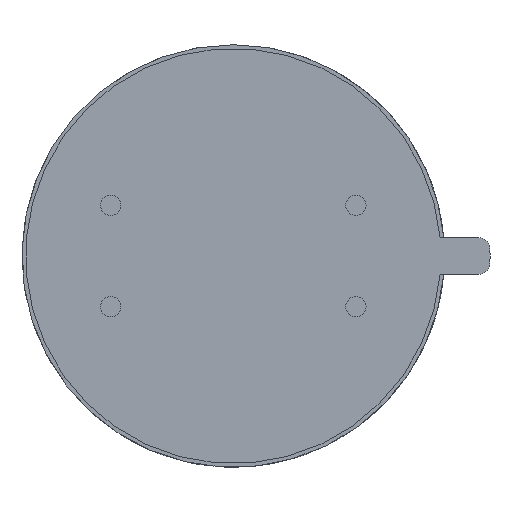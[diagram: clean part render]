
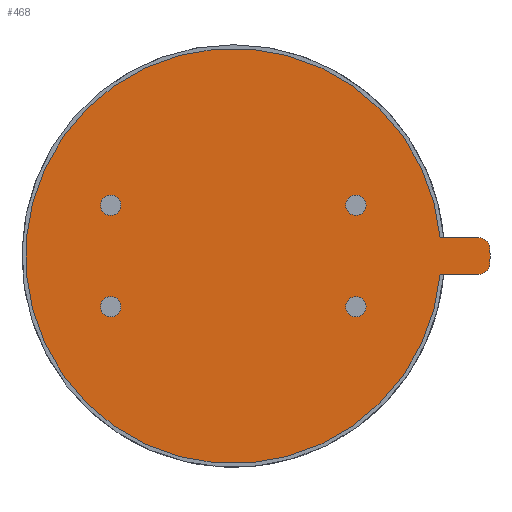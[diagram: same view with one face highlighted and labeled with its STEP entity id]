
A CAD part, front view. The second image highlights one B-rep face of the part: STEP entity #468.
In plain terms, the highlighted planar face has unit normal (0, -1, 0).
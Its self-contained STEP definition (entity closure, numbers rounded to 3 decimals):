
#17=FACE_BOUND('',#95,.T.);
#18=FACE_BOUND('',#96,.T.);
#19=FACE_BOUND('',#97,.T.);
#20=FACE_BOUND('',#98,.T.);
#26=PLANE('',#549);
#65=FACE_OUTER_BOUND('',#94,.T.);
#94=EDGE_LOOP('',(#389,#390,#391,#392,#393,#394));
#95=EDGE_LOOP('',(#395,#396));
#96=EDGE_LOOP('',(#397,#398));
#97=EDGE_LOOP('',(#399,#400));
#98=EDGE_LOOP('',(#401,#402));
#124=LINE('',#836,#146);
#126=LINE('',#839,#148);
#146=VECTOR('',#695,1000.);
#148=VECTOR('',#699,1000.);
#162=CIRCLE('',#511,0.225);
#165=CIRCLE('',#514,0.225);
#166=CIRCLE('',#516,0.225);
#169=CIRCLE('',#519,0.225);
#170=CIRCLE('',#521,0.225);
#173=CIRCLE('',#524,0.225);
#174=CIRCLE('',#526,0.225);
#177=CIRCLE('',#529,0.225);
#178=CIRCLE('',#531,4.57);
#184=CIRCLE('',#540,0.25);
#186=CIRCLE('',#543,5.65);
#188=CIRCLE('',#546,0.25);
#201=VERTEX_POINT('',#754);
#202=VERTEX_POINT('',#755);
#205=VERTEX_POINT('',#764);
#206=VERTEX_POINT('',#765);
#209=VERTEX_POINT('',#774);
#210=VERTEX_POINT('',#775);
#213=VERTEX_POINT('',#784);
#214=VERTEX_POINT('',#785);
#217=VERTEX_POINT('',#794);
#218=VERTEX_POINT('',#795);
#226=VERTEX_POINT('',#817);
#227=VERTEX_POINT('',#819);
#229=VERTEX_POINT('',#825);
#231=VERTEX_POINT('',#831);
#250=EDGE_CURVE('',#201,#202,#162,.T.);
#254=EDGE_CURVE('',#202,#201,#165,.T.);
#255=EDGE_CURVE('',#205,#206,#166,.T.);
#259=EDGE_CURVE('',#206,#205,#169,.T.);
#260=EDGE_CURVE('',#209,#210,#170,.T.);
#264=EDGE_CURVE('',#210,#209,#173,.T.);
#265=EDGE_CURVE('',#213,#214,#174,.T.);
#269=EDGE_CURVE('',#214,#213,#177,.T.);
#270=EDGE_CURVE('',#217,#218,#178,.T.);
#282=EDGE_CURVE('',#227,#226,#184,.T.);
#286=EDGE_CURVE('',#226,#229,#186,.T.);
#289=EDGE_CURVE('',#229,#231,#188,.T.);
#291=EDGE_CURVE('',#231,#217,#124,.T.);
#293=EDGE_CURVE('',#218,#227,#126,.T.);
#389=ORIENTED_EDGE('',*,*,#282,.T.);
#390=ORIENTED_EDGE('',*,*,#286,.T.);
#391=ORIENTED_EDGE('',*,*,#289,.T.);
#392=ORIENTED_EDGE('',*,*,#291,.T.);
#393=ORIENTED_EDGE('',*,*,#270,.T.);
#394=ORIENTED_EDGE('',*,*,#293,.T.);
#395=ORIENTED_EDGE('',*,*,#250,.F.);
#396=ORIENTED_EDGE('',*,*,#254,.F.);
#397=ORIENTED_EDGE('',*,*,#255,.F.);
#398=ORIENTED_EDGE('',*,*,#259,.F.);
#399=ORIENTED_EDGE('',*,*,#260,.F.);
#400=ORIENTED_EDGE('',*,*,#264,.F.);
#401=ORIENTED_EDGE('',*,*,#265,.F.);
#402=ORIENTED_EDGE('',*,*,#269,.F.);
#468=ADVANCED_FACE('',(#65,#17,#18,#19,#20),#26,.T.);
#511=AXIS2_PLACEMENT_3D('',#756,#607,#608);
#514=AXIS2_PLACEMENT_3D('',#762,#614,#615);
#516=AXIS2_PLACEMENT_3D('',#766,#618,#619);
#519=AXIS2_PLACEMENT_3D('',#772,#625,#626);
#521=AXIS2_PLACEMENT_3D('',#776,#629,#630);
#524=AXIS2_PLACEMENT_3D('',#782,#636,#637);
#526=AXIS2_PLACEMENT_3D('',#786,#640,#641);
#529=AXIS2_PLACEMENT_3D('',#792,#647,#648);
#531=AXIS2_PLACEMENT_3D('',#796,#651,#652);
#540=AXIS2_PLACEMENT_3D('',#820,#675,#676);
#543=AXIS2_PLACEMENT_3D('',#827,#683,#684);
#546=AXIS2_PLACEMENT_3D('',#833,#690,#691);
#549=AXIS2_PLACEMENT_3D('',#840,#700,#701);
#607=DIRECTION('center_axis',(0.,-1.,0.));
#608=DIRECTION('ref_axis',(0.,0.,-1.));
#614=DIRECTION('center_axis',(0.,-1.,0.));
#615=DIRECTION('ref_axis',(0.,0.,-1.));
#618=DIRECTION('center_axis',(0.,-1.,0.));
#619=DIRECTION('ref_axis',(0.,0.,-1.));
#625=DIRECTION('center_axis',(0.,-1.,0.));
#626=DIRECTION('ref_axis',(0.,0.,-1.));
#629=DIRECTION('center_axis',(0.,-1.,0.));
#630=DIRECTION('ref_axis',(0.,0.,-1.));
#636=DIRECTION('center_axis',(0.,-1.,0.));
#637=DIRECTION('ref_axis',(0.,0.,-1.));
#640=DIRECTION('center_axis',(0.,-1.,0.));
#641=DIRECTION('ref_axis',(0.,0.,-1.));
#647=DIRECTION('center_axis',(0.,-1.,0.));
#648=DIRECTION('ref_axis',(0.,0.,-1.));
#651=DIRECTION('center_axis',(0.,-1.,0.));
#652=DIRECTION('ref_axis',(0.,0.,-1.));
#675=DIRECTION('center_axis',(0.,-1.,0.));
#676=DIRECTION('ref_axis',(0.,0.,-1.));
#683=DIRECTION('center_axis',(0.,-1.,0.));
#684=DIRECTION('ref_axis',(0.,0.,-1.));
#690=DIRECTION('center_axis',(0.,-1.,0.));
#691=DIRECTION('ref_axis',(0.,0.,1.));
#695=DIRECTION('',(-1.,0.,0.));
#699=DIRECTION('',(1.,0.,0.));
#700=DIRECTION('center_axis',(0.,-1.,0.));
#701=DIRECTION('ref_axis',(0.,0.,-1.));
#754=CARTESIAN_POINT('',(-2.698,-1.,-0.892));
#755=CARTESIAN_POINT('',(-2.698,-1.,-1.342));
#756=CARTESIAN_POINT('Origin',(-2.698,-1.,-1.117));
#762=CARTESIAN_POINT('Origin',(-2.698,-1.,-1.117));
#764=CARTESIAN_POINT('',(-2.698,-1.,1.342));
#765=CARTESIAN_POINT('',(-2.698,-1.,0.892));
#766=CARTESIAN_POINT('Origin',(-2.698,-1.,1.117));
#772=CARTESIAN_POINT('Origin',(-2.698,-1.,1.117));
#774=CARTESIAN_POINT('',(2.698,-1.,-0.892));
#775=CARTESIAN_POINT('',(2.698,-1.,-1.342));
#776=CARTESIAN_POINT('Origin',(2.698,-1.,-1.117));
#782=CARTESIAN_POINT('Origin',(2.698,-1.,-1.117));
#784=CARTESIAN_POINT('',(2.698,-1.,1.342));
#785=CARTESIAN_POINT('',(2.698,-1.,0.892));
#786=CARTESIAN_POINT('Origin',(2.698,-1.,1.117));
#792=CARTESIAN_POINT('Origin',(2.698,-1.,1.117));
#794=CARTESIAN_POINT('',(4.552,-1.,0.4));
#795=CARTESIAN_POINT('',(4.552,-1.,-0.4));
#796=CARTESIAN_POINT('Origin',(0.,-1.,0.));
#817=CARTESIAN_POINT('',(5.648,-1.,-0.157));
#819=CARTESIAN_POINT('',(5.398,-1.,-0.4));
#820=CARTESIAN_POINT('Origin',(5.398,-1.,-0.15));
#825=CARTESIAN_POINT('',(5.648,-1.,0.157));
#827=CARTESIAN_POINT('Origin',(0.,-1.,0.));
#831=CARTESIAN_POINT('',(5.398,-1.,0.4));
#833=CARTESIAN_POINT('Origin',(5.398,-1.,0.15));
#836=CARTESIAN_POINT('',(4.552,-1.,0.4));
#839=CARTESIAN_POINT('',(4.552,-1.,-0.4));
#840=CARTESIAN_POINT('Origin',(5.398,-1.,-0.15));
